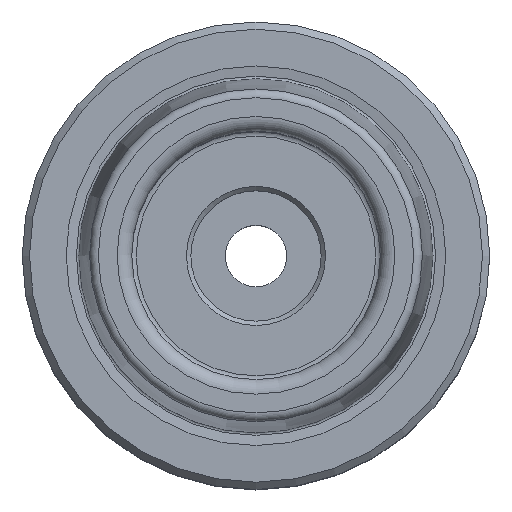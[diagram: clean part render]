
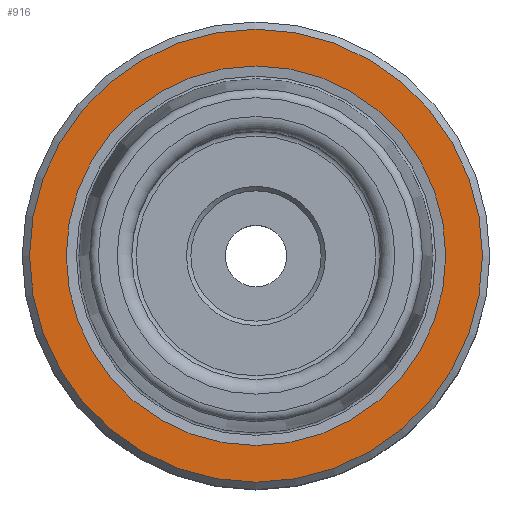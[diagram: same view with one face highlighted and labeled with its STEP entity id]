
A CAD part, top view. The second image highlights one B-rep face of the part: STEP entity #916.
In plain terms, the highlighted planar face has unit normal (0, 0, 1).
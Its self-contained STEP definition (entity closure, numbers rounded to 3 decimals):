
#114=ORIENTED_EDGE('',*,*,#194,.T.);
#115=ORIENTED_EDGE('',*,*,#193,.F.);
#193=EDGE_CURVE('',#244,#244,#295,.T.);
#194=EDGE_CURVE('',#245,#245,#296,.T.);
#244=VERTEX_POINT('',#1340);
#245=VERTEX_POINT('',#1343);
#295=CIRCLE('',#1001,12.99);
#296=CIRCLE('',#1003,15.5);
#369=EDGE_LOOP('',(#114));
#370=EDGE_LOOP('',(#115));
#471=FACE_BOUND('',#369,.T.);
#472=FACE_BOUND('',#370,.T.);
#527=PLANE('',#1002);
#916=ADVANCED_FACE('',(#471,#472),#527,.T.);
#1001=AXIS2_PLACEMENT_3D('',#1339,#1160,#1161);
#1002=AXIS2_PLACEMENT_3D('',#1341,#1162,#1163);
#1003=AXIS2_PLACEMENT_3D('',#1342,#1164,#1165);
#1160=DIRECTION('',(0.,0.,1.));
#1161=DIRECTION('',(1.,0.,0.));
#1162=DIRECTION('',(0.,0.,1.));
#1163=DIRECTION('',(1.,0.,0.));
#1164=DIRECTION('',(0.,0.,1.));
#1165=DIRECTION('',(1.,0.,0.));
#1339=CARTESIAN_POINT('',(0.,0.,0.));
#1340=CARTESIAN_POINT('',(12.99,0.,0.));
#1341=CARTESIAN_POINT('',(12.99,0.,0.));
#1342=CARTESIAN_POINT('',(0.,0.,0.));
#1343=CARTESIAN_POINT('',(15.5,0.,0.));
